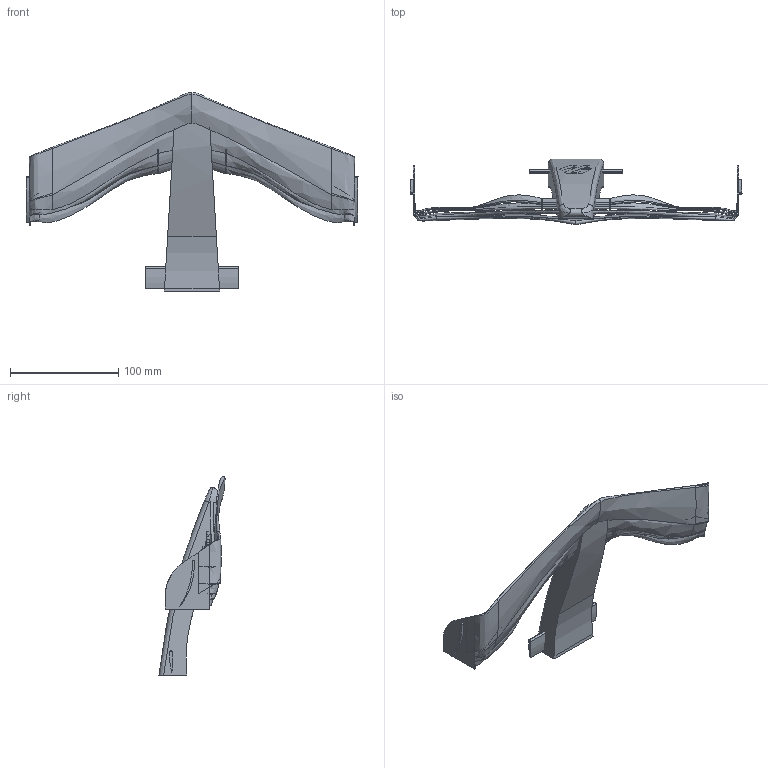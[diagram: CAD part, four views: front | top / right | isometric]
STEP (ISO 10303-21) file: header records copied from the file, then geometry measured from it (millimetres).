
FILE_DESCRIPTION(('FreeCAD Model'),'2;1');
FILE_NAME('Open CASCADE Shape Model','2025-05-09T04:57:38',('FreeCAD'),( 'FreeCAD'),'Open CASCADE STEP processor 7.6','FreeCAD','Unknown');
FILE_SCHEMA(('AUTOMOTIVE_DESIGN { 1 0 10303 214 1 1 1 1 }'));
Length unit declared in the file: millimetre
Products named in the file (1): Open CASCADE STEP translator 7.6 1
Bounding box: 306.75 x 61.1 x 183.84 mm (x, y, z)
Volume: 194527 mm3; surface area: 88149 mm2
Topology: 20 solids, 20 shells, 163 faces, 372 edges, 245 vertices
Faces by surface type: bspline 163
Entity records: 8765 total; most frequent: CARTESIAN_POINT 6403, ORIENTED_EDGE 736, EDGE_CURVE 368, B_SPLINE_CURVE_WITH_KNOTS 322, VERTEX_POINT 243, FACE_BOUND 165, EDGE_LOOP 165, ADVANCED_FACE 162
